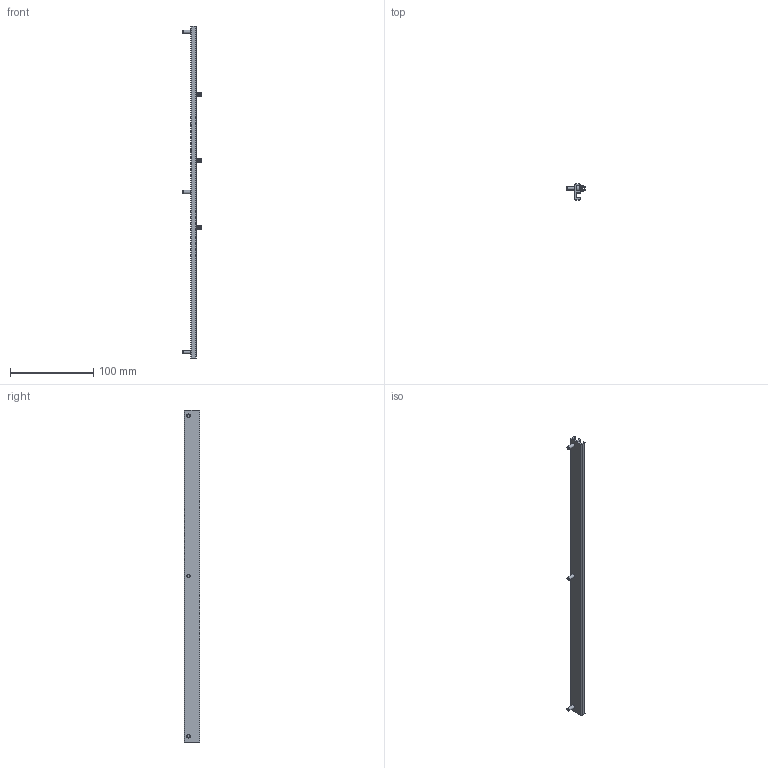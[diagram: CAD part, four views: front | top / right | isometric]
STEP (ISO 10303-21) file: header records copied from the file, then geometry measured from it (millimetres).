
FILE_DESCRIPTION(/* description */ ('STEP AP214'),/* implementation_level */ '2;1');
FILE_NAME(/* name */ '551407_SIEZ-8M-400',/* time_stamp */ '2024-09-15T06:28:49+02:00',/* author */ ('License CC BY-ND 4.0'),/* organization */ ('CADENAS'),/* preprocessor_version */ 'ST-DEVELOPER v19.3',/* originating_system */ 'PARTsolutions',/* authorisation */ ' ');
FILE_SCHEMA (('AUTOMOTIVE_DESIGN {1 0 10303 214 3 1 1}'));
Length unit declared in the file: millimetre
Products named in the file (5): 551407 SIEZ-8M-400; 551407 SIEZ-8M-400_(p); Tooth lock washer DIN 6797 A4.3; DIN-912 - M4x12(F); 534254 SMBK-8
Assembly tree (10 placements, depth 2):
  551407 SIEZ-8M-400
    551407 SIEZ-8M-400_(p)
    Tooth lock washer DIN 6797 A4.3  x3
    DIN-912 - M4x12(F)  x3
    534254 SMBK-8  x3
Bounding box: 22 x 19 x 400 mm (x, y, z)
Volume: 27944.9 mm3; surface area: 30192.9 mm2
Topology: 10 solids, 10 shells, 372 faces, 981 edges, 632 vertices
Faces by surface type: plane 184, cylinder 155, cone 33
Full cylindrical faces by diameter (mm): 4 x3, 4.3 x3, 4.5 x3, 7 x3
Entity records: 6112 total; most frequent: CARTESIAN_POINT 1228, ORIENTED_EDGE 992, DIRECTION 990, EDGE_CURVE 496, AXIS2_PLACEMENT_3D 351, VERTEX_POINT 331, LINE 288, VECTOR 288
